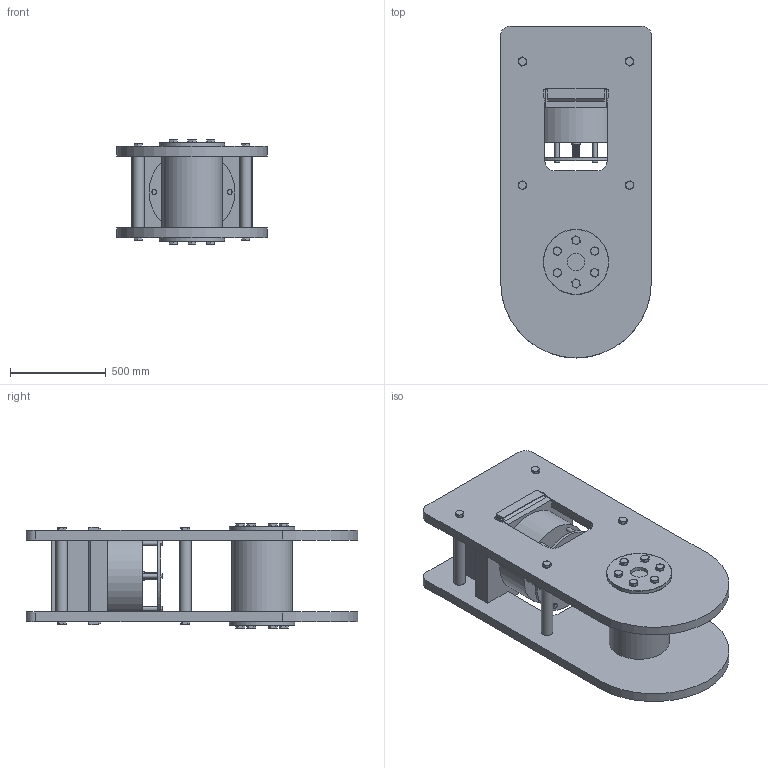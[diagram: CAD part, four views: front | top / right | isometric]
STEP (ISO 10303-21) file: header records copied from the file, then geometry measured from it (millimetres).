
FILE_DESCRIPTION(/* description */ ('-'),/* implementation_level */ '2;1');
FILE_NAME(/* name */ 'Anchor HSL85007.stp',/* time_stamp */ '2021-02-04T13:49:27+01:00',/* author */ ('thiemo.westerhof'),/* organization */ (''),/* preprocessor_version */ 'ST-DEVELOPER v16.13',/* originating_system */ 'Autodesk Inventor 2018',/* authorisation */ '');
FILE_SCHEMA (('AUTOMOTIVE_DESIGN { 1 0 10303 214 3 1 1 }'));
Length unit declared in the file: millimetre
Products named in the file (1): Anchor HSL85007
Bounding box: 785 x 1730 x 549 mm (x, y, z)
Volume: 201151933.8 mm3; surface area: 7827872.7 mm2
Topology: 1 solids, 49 shells, 906 faces, 2014 edges, 1309 vertices
Faces by surface type: plane 438, cylinder 240, cone 227, bspline 1
Full cylindrical faces by diameter (mm): 16 x6, 17.5 x6, 19 x1, 20 x1, 22 x6, 22.5 x6, 23.752 x20, 25.376 x12, 27 x20, 29 x12, 30 x8, 38 x20, 40 x56, 45 x1, 60 x4, 90 x2, 315 x3, 340 x2, 373 x1, 448 x2
Entity records: 24245 total; most frequent: CARTESIAN_POINT 6105, DIRECTION 3754, ORIENTED_EDGE 3156, AXIS2_PLACEMENT_3D 1588, EDGE_CURVE 1577, EDGE_LOOP 1349, VERTEX_POINT 1132, FACE_OUTER_BOUND 906
